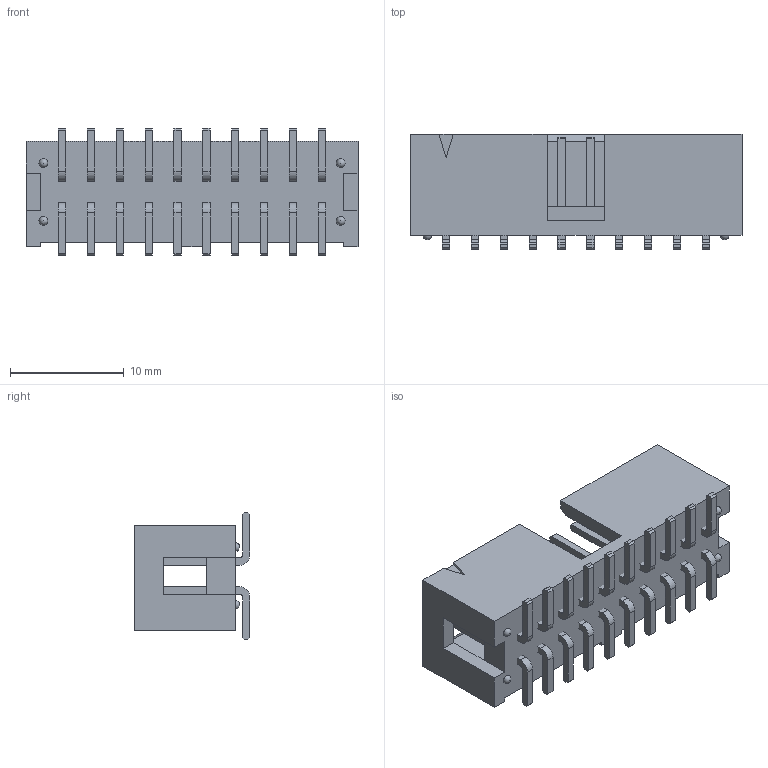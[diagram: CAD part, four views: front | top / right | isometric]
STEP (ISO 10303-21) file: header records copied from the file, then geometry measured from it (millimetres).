
FILE_DESCRIPTION(/* description */ ('STEP AP214'),/* implementation_level */ '2;1');
FILE_NAME(/* name */ 'HTSS-110-01-T-DV',/* time_stamp */ '2024-05-21T12:09:13+02:00',/* author */ ('License CC BY-ND 4.0'),/* organization */ ('CADENAS'),/* preprocessor_version */ 'ST-DEVELOPER v19.3',/* originating_system */ 'PARTsolutions',/* authorisation */ ' ');
FILE_SCHEMA (('AUTOMOTIVE_DESIGN {1 0 10303 214 3 1 1}'));
Length unit declared in the file: inch
Products named in the file (4): HTSS-110-01-T-DV; HTSS-110-01-DV_header; T-1S6-10-01-DV-T_HTSS; T-1S6-10-01-DV-T2_HTSS
Assembly tree (3 placements, depth 2):
  HTSS-110-01-T-DV
    HTSS-110-01-DV_header
    T-1S6-10-01-DV-T_HTSS
    T-1S6-10-01-DV-T2_HTSS
Bounding box: 29.21 x 10.16 x 11.18 mm (x, y, z)
Volume: 1291.1 mm3; surface area: 2548.7 mm2
Topology: 3 solids, 3 shells, 368 faces, 1092 edges, 726 vertices
Faces by surface type: plane 324, cylinder 40, sphere 4
Entity records: 12152 total; most frequent: CARTESIAN_POINT 2170, ORIENTED_EDGE 2160, DIRECTION 1908, EDGE_CURVE 1080, LINE 996, VECTOR 996, VERTEX_POINT 718, AXIS2_PLACEMENT_3D 456
